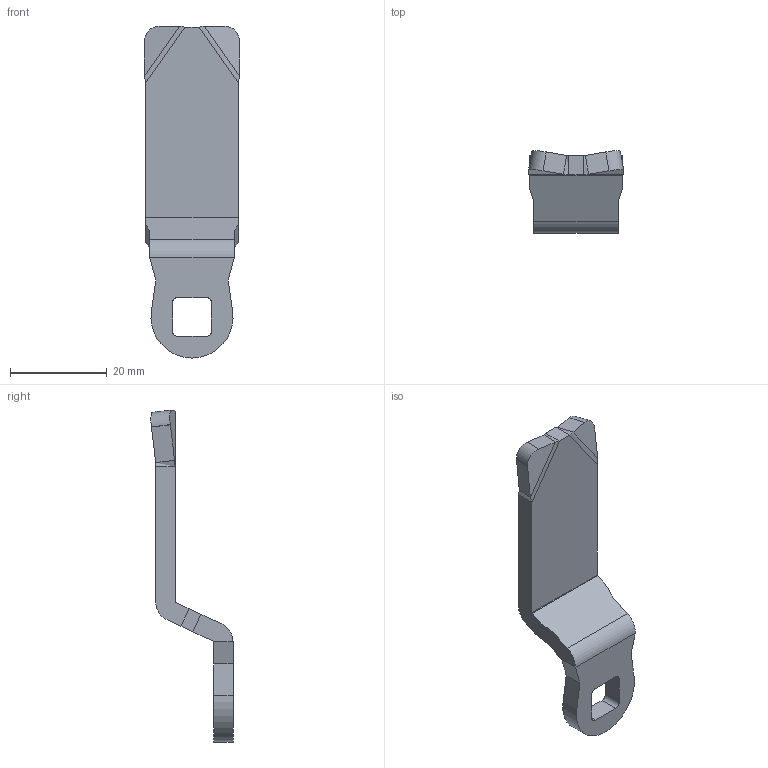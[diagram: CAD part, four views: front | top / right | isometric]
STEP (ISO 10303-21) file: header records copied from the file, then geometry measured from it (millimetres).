
FILE_DESCRIPTION (( 'STEP AP203' ), '1' );
FILE_NAME ('1087 DIL.STEP', '2022-07-06T12:56:32', ( '' ), ( '' ), 'SwSTEP 2.0', 'SolidWorks 2021', '' );
FILE_SCHEMA (( 'CONFIG_CONTROL_DESIGN' ));
Length unit declared in the file: millimetre
Products named in the file (1): 1087 DIL
Bounding box: 19.77 x 17.02 x 68.74 mm (x, y, z)
Volume: 5112.8 mm3; surface area: 3396.2 mm2
Topology: 1 solids, 1 shells, 96 faces, 241 edges, 154 vertices
Faces by surface type: plane 46, bspline 34, cylinder 16
Entity records: 4592 total; most frequent: CARTESIAN_POINT 2432, ORIENTED_EDGE 482, DIRECTION 323, EDGE_CURVE 241, VERTEX_POINT 154, VECTOR 149, LINE 149, EDGE_LOOP 105
